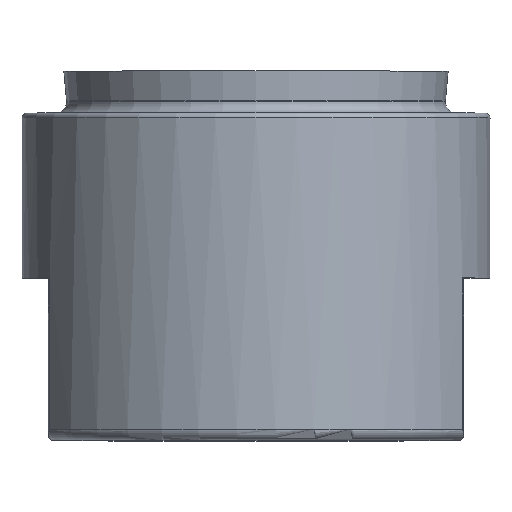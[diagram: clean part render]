
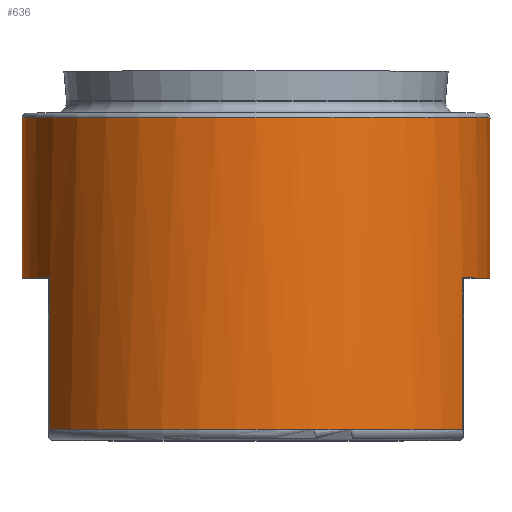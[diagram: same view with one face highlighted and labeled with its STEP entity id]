
A CAD part, top view. The second image highlights one B-rep face of the part: STEP entity #636.
In plain terms, the highlighted cylindrical face has radius 19 mm (diameter 38 mm), a partial arc.
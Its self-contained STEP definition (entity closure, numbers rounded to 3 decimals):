
#404=VERTEX_POINT('',#1176);
#460=VERTEX_POINT('',#1239);
#478=EDGE_CURVE('',#1150,#404,#1259,.T.);
#558=EDGE_CURVE('',#570,#790,#1345,.T.);
#568=EDGE_CURVE('',#460,#858,#1356,.T.);
#570=VERTEX_POINT('',#1358);
#610=EDGE_CURVE('',#1132,#858,#1401,.T.);
#622=VERTEX_POINT('',#1413);
#636=ADVANCED_FACE('',(#1428),#1429,.T.);
#790=VERTEX_POINT('',#1600);
#858=VERTEX_POINT('',#1684);
#886=EDGE_CURVE('',#1150,#622,#1714,.T.);
#914=EDGE_CURVE('',#404,#570,#1749,.T.);
#992=EDGE_CURVE('',#460,#622,#1833,.T.);
#994=EDGE_CURVE('',#1132,#790,#1835,.T.);
#1132=VERTEX_POINT('',#1986);
#1150=VERTEX_POINT('',#2006);
#1176=CARTESIAN_POINT('',(19.,-3.8,0.));
#1239=CARTESIAN_POINT('',(16.754,-29.1,8.961));
#1259=LINE('',#2139,#2140);
#1345=LINE('',#2277,#2278);
#1356=CIRCLE('',#2294,19.);
#1358=CARTESIAN_POINT('',(-19.,-3.8,0.0));
#1401=LINE('',#2381,#2382);
#1413=CARTESIAN_POINT('',(16.754,-16.8,8.961));
#1428=FACE_OUTER_BOUND('',#2464,.T.);
#1429=CYLINDRICAL_SURFACE('',#2465,19.);
#1600=CARTESIAN_POINT('',(-19.0,-16.8,0.));
#1684=CARTESIAN_POINT('',(-16.754,-29.1,8.961));
#1714=CIRCLE('',#2947,19.0);
#1749=CIRCLE('',#2988,19.);
#1833=LINE('',#3119,#3120);
#1835=CIRCLE('',#3123,19.0);
#1986=CARTESIAN_POINT('',(-16.754,-16.8,8.961));
#2006=CARTESIAN_POINT('',(19.0,-16.8,0.));
#2139=CARTESIAN_POINT('',(19.,-16.45,0.));
#2140=VECTOR('',#3504,1.0);
#2277=CARTESIAN_POINT('',(-19.,-16.45,0.));
#2278=VECTOR('',#3606,1.0);
#2294=AXIS2_PLACEMENT_3D('',#3617,#3618,#3619);
#2381=CARTESIAN_POINT('',(-16.754,-22.55,8.961));
#2382=VECTOR('',#3666,1.0);
#2464=EDGE_LOOP('',(#3685,#3686,#3687,#3688,#3689,#3690,#3691,#3692));
#2465=AXIS2_PLACEMENT_3D('',#3693,#3694,#3695);
#2947=AXIS2_PLACEMENT_3D('',#4080,#4081,#4082);
#2988=AXIS2_PLACEMENT_3D('',#4145,#4146,#4147);
#3119=CARTESIAN_POINT('',(16.754,-22.55,8.961));
#3120=VECTOR('',#4234,1.0);
#3123=AXIS2_PLACEMENT_3D('',#4235,#4236,#4237);
#3504=DIRECTION('',(-0.0,1.0,-0.0));
#3606=DIRECTION('',(0.0,-1.0,0.0));
#3617=CARTESIAN_POINT('',(0.0,-29.1,0.0));
#3618=DIRECTION('',(0.0,-1.0,0.0));
#3619=DIRECTION('',(-1.0,0.0,0.0));
#3666=DIRECTION('',(0.0,-1.0,0.0));
#3685=ORIENTED_EDGE('',*,*,#558,.T.);
#3686=ORIENTED_EDGE('',*,*,#994,.F.);
#3687=ORIENTED_EDGE('',*,*,#610,.T.);
#3688=ORIENTED_EDGE('',*,*,#568,.F.);
#3689=ORIENTED_EDGE('',*,*,#992,.T.);
#3690=ORIENTED_EDGE('',*,*,#886,.F.);
#3691=ORIENTED_EDGE('',*,*,#478,.T.);
#3692=ORIENTED_EDGE('',*,*,#914,.T.);
#3693=CARTESIAN_POINT('',(0.0,-16.45,0.0));
#3694=DIRECTION('',(-0.0,1.0,-0.0));
#3695=DIRECTION('',(-1.0,0.0,0.0));
#4080=CARTESIAN_POINT('',(0.0,-16.8,0.0));
#4081=DIRECTION('',(0.0,-1.0,0.0));
#4082=DIRECTION('',(-1.0,0.0,0.0));
#4145=CARTESIAN_POINT('',(0.0,-3.8,0.0));
#4146=DIRECTION('',(0.0,-1.0,0.0));
#4147=DIRECTION('',(-1.0,0.0,0.0));
#4234=DIRECTION('',(-0.0,1.0,-0.0));
#4235=CARTESIAN_POINT('',(0.0,-16.8,0.0));
#4236=DIRECTION('',(0.0,-1.0,0.0));
#4237=DIRECTION('',(-1.0,0.0,0.0));
